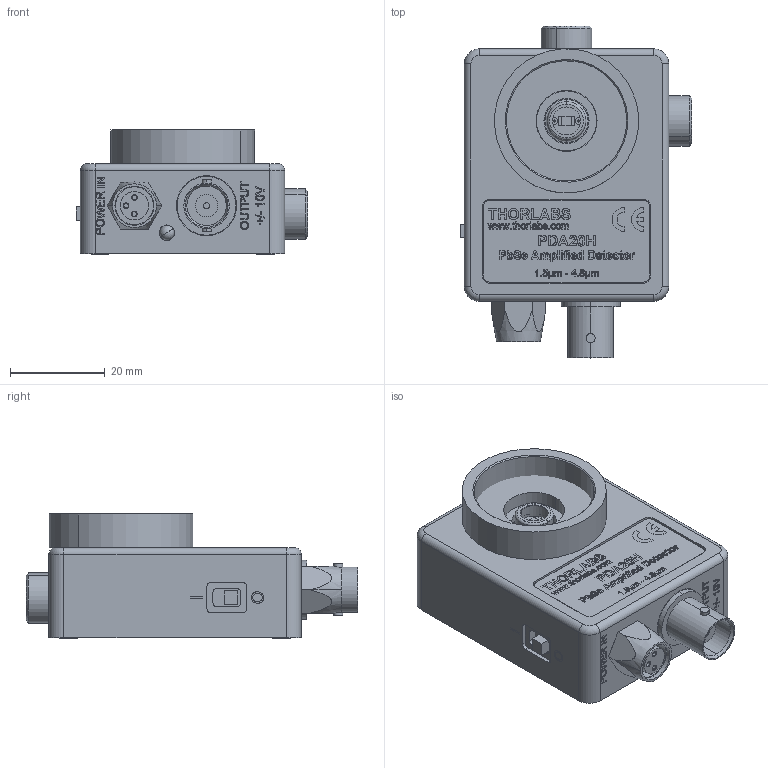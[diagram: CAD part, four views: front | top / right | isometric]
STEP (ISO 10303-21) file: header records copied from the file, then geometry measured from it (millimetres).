
FILE_DESCRIPTION (( 'STEP AP214' ), '1' );
FILE_NAME ('13133-E0W.STEP', '2010-06-22T21:08:56', ( 'Admin' ), ( 'Thorlabs, Inc.' ), 'SwSTEP 2.0', 'SolidWorks 2009', '' );
FILE_SCHEMA (( 'AUTOMOTIVE_DESIGN' ));
Length unit declared in the file: millimetre
Products named in the file (1): 13133-E0W
Bounding box: 48.83 x 70.13 x 26.2 mm (x, y, z)
Volume: 23732.1 mm3; surface area: 26791.1 mm2
Topology: 17 solids, 17 shells, 1765 faces, 4509 edges, 2950 vertices
Faces by surface type: plane 963, bspline 447, cylinder 269, cone 64, torus 20, sphere 2
Entity records: 108918 total; most frequent: CARTESIAN_POINT 49063, ORIENTED_EDGE 8986, DIRECTION 6849, EDGE_CURVE 4493, VECTOR 2957, LINE 2957, VERTEX_POINT 2950, EDGE_LOOP 1995
